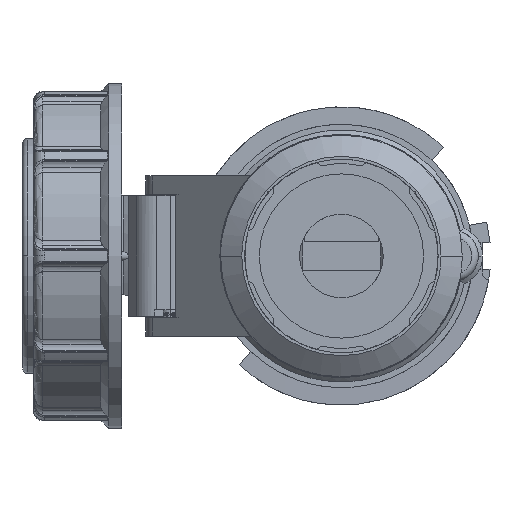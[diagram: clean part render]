
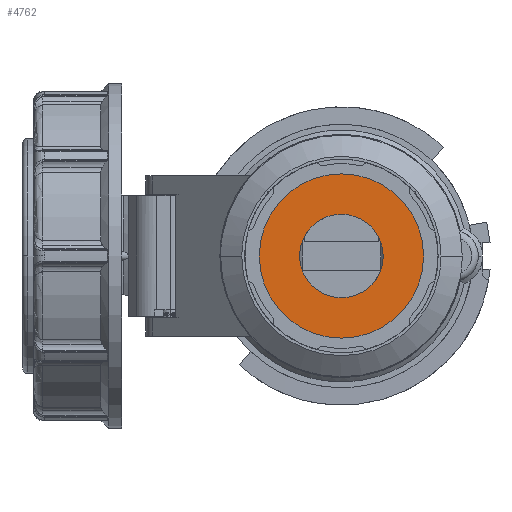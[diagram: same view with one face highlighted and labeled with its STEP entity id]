
A CAD part, front view. The second image highlights one B-rep face of the part: STEP entity #4762.
In plain terms, the highlighted planar face has unit normal (0, -1, 0).
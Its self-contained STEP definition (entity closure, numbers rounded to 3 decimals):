
#261 = CARTESIAN_POINT ( 'NONE',  ( -8.301, -154.598, -4.784 ) ) ;
#586 = CARTESIAN_POINT ( 'NONE',  ( -8.301, -154.598, 4.784 ) ) ;
#595 = EDGE_CURVE ( 'NONE', #26579, #21511, #4433, .T. ) ;
#693 = CARTESIAN_POINT ( 'NONE',  ( 0., -154.598, 0. ) ) ;
#1501 = CARTESIAN_POINT ( 'NONE',  ( 0., -154.598, -9.5 ) ) ;
#1997 = EDGE_CURVE ( 'NONE', #21511, #26579, #12966, .T. ) ;
#2019 = CARTESIAN_POINT ( 'NONE',  ( 9.253, -154.598, 2.487 ) ) ;
#2194 = CARTESIAN_POINT ( 'NONE',  ( 1.244, -154.598, -9.5 ) ) ;
#2643 = DIRECTION ( 'NONE',  ( 0., 1., 0. ) ) ;
#3216 = CARTESIAN_POINT ( 'NONE',  ( 0., -154.598, 9.5 ) ) ;
#4433 = CIRCLE ( 'NONE', #9518, 18.692 ) ;
#4501 = CARTESIAN_POINT ( 'NONE',  ( 7.597, -154.598, -5.838 ) ) ;
#4682 = CARTESIAN_POINT ( 'NONE',  ( 18.692, -154.598, 0. ) ) ;
#4762 = ADVANCED_FACE ( 'NONE', ( #25257, #29789 ), #30421, .F. ) ;
#5034 = CARTESIAN_POINT ( 'NONE',  ( 9.5, -154.598, -1.244 ) ) ;
#5747 = CARTESIAN_POINT ( 'NONE',  ( -4.784, -154.598, -8.301 ) ) ;
#6371 = VERTEX_POINT ( 'NONE', #3216 ) ;
#6953 = DIRECTION ( 'NONE',  ( 1., 0., 0. ) ) ;
#6998 = CARTESIAN_POINT ( 'NONE',  ( 8.301, -154.598, -4.784 ) ) ;
#7166 = CARTESIAN_POINT ( 'NONE',  ( 9.5, -154.598, 1.244 ) ) ;
#7644 = AXIS2_PLACEMENT_3D ( 'NONE', #13313, #2643, #10992 ) ;
#7855 = AXIS2_PLACEMENT_3D ( 'NONE', #20250, #34059, #6953 ) ;
#8049 = EDGE_LOOP ( 'NONE', ( #33566, #12618 ) ) ;
#8399 = CARTESIAN_POINT ( 'NONE',  ( -9.5, -154.598, 1.244 ) ) ;
#8573 = CARTESIAN_POINT ( 'NONE',  ( -5.838, -154.598, -7.597 ) ) ;
#8745 = CARTESIAN_POINT ( 'NONE',  ( -1.244, -154.598, -9.5 ) ) ;
#9518 = AXIS2_PLACEMENT_3D ( 'NONE', #693, #14012, #27482 ) ;
#10003 = CARTESIAN_POINT ( 'NONE',  ( 7.597, -154.598, 5.838 ) ) ;
#10926 = CARTESIAN_POINT ( 'NONE',  ( -2.487, -154.598, 9.253 ) ) ;
#10992 = DIRECTION ( 'NONE',  ( 1., 0., 0. ) ) ;
#11093 = CARTESIAN_POINT ( 'NONE',  ( -2.487, -154.598, -9.253 ) ) ;
#12495 = CARTESIAN_POINT ( 'NONE',  ( 4.784, -154.598, -8.301 ) ) ;
#12618 = ORIENTED_EDGE ( 'NONE', *, *, #21666, .F. ) ;
#12876 = B_SPLINE_CURVE_WITH_KNOTS ( 'NONE', 3,
 ( #23655, #2194, #18518, #12495, #34451, #4501, #6998, #29333, #5034, #7166, #2019, #29159, #10003, #13219, #23834, #24020, #34103, #28630 ),
 .UNSPECIFIED., .F., .F.,
 ( 4, 2, 2, 2, 2, 2, 2, 2, 4 ),
 ( 0., 0.063, 0.125, 0.188, 0.25, 0.313, 0.375, 0.438, 0.5 ),
 .UNSPECIFIED. ) ;
#12966 = CIRCLE ( 'NONE', #7855, 18.692 ) ;
#13219 = CARTESIAN_POINT ( 'NONE',  ( 5.838, -154.598, 7.597 ) ) ;
#13313 = CARTESIAN_POINT ( 'NONE',  ( 0., -154.598, 0. ) ) ;
#13768 = CARTESIAN_POINT ( 'NONE',  ( -1.244, -154.598, 9.5 ) ) ;
#14012 = DIRECTION ( 'NONE',  ( 0., -1., 0. ) ) ;
#15241 = VERTEX_POINT ( 'NONE', #1501 ) ;
#15876 = EDGE_LOOP ( 'NONE', ( #25870, #20790 ) ) ;
#18292 = B_SPLINE_CURVE_WITH_KNOTS ( 'NONE', 3,
 ( #33204, #13768, #10926, #22406, #32875, #22067, #586, #32705, #8399, #21735, #32541, #261, #24574, #8573, #5747, #11093, #8745, #27396 ),
 .UNSPECIFIED., .F., .F.,
 ( 4, 2, 2, 2, 2, 2, 2, 2, 4 ),
 ( 0.5, 0.563, 0.625, 0.688, 0.75, 0.813, 0.875, 0.938, 1. ),
 .UNSPECIFIED. ) ;
#18518 = CARTESIAN_POINT ( 'NONE',  ( 2.487, -154.598, -9.253 ) ) ;
#18725 = CARTESIAN_POINT ( 'NONE',  ( -18.692, -154.598, 0. ) ) ;
#20250 = CARTESIAN_POINT ( 'NONE',  ( 0., -154.598, 0. ) ) ;
#20790 = ORIENTED_EDGE ( 'NONE', *, *, #595, .T. ) ;
#21511 = VERTEX_POINT ( 'NONE', #18725 ) ;
#21666 = EDGE_CURVE ( 'NONE', #6371, #15241, #18292, .T. ) ;
#21735 = CARTESIAN_POINT ( 'NONE',  ( -9.5, -154.598, -1.244 ) ) ;
#22067 = CARTESIAN_POINT ( 'NONE',  ( -7.597, -154.598, 5.838 ) ) ;
#22406 = CARTESIAN_POINT ( 'NONE',  ( -4.784, -154.598, 8.301 ) ) ;
#23655 = CARTESIAN_POINT ( 'NONE',  ( 0., -154.598, -9.5 ) ) ;
#23834 = CARTESIAN_POINT ( 'NONE',  ( 4.784, -154.598, 8.301 ) ) ;
#24020 = CARTESIAN_POINT ( 'NONE',  ( 2.487, -154.598, 9.253 ) ) ;
#24574 = CARTESIAN_POINT ( 'NONE',  ( -7.597, -154.598, -5.838 ) ) ;
#25257 = FACE_OUTER_BOUND ( 'NONE', #15876, .T. ) ;
#25870 = ORIENTED_EDGE ( 'NONE', *, *, #1997, .T. ) ;
#26579 = VERTEX_POINT ( 'NONE', #4682 ) ;
#27357 = EDGE_CURVE ( 'NONE', #15241, #6371, #12876, .T. ) ;
#27396 = CARTESIAN_POINT ( 'NONE',  ( 0., -154.598, -9.5 ) ) ;
#27482 = DIRECTION ( 'NONE',  ( 1., 0., 0. ) ) ;
#28630 = CARTESIAN_POINT ( 'NONE',  ( 0., -154.598, 9.5 ) ) ;
#29159 = CARTESIAN_POINT ( 'NONE',  ( 8.301, -154.598, 4.784 ) ) ;
#29333 = CARTESIAN_POINT ( 'NONE',  ( 9.253, -154.598, -2.487 ) ) ;
#29789 = FACE_BOUND ( 'NONE', #8049, .T. ) ;
#30421 = PLANE ( 'NONE',  #7644 ) ;
#32541 = CARTESIAN_POINT ( 'NONE',  ( -9.253, -154.598, -2.487 ) ) ;
#32705 = CARTESIAN_POINT ( 'NONE',  ( -9.253, -154.598, 2.487 ) ) ;
#32875 = CARTESIAN_POINT ( 'NONE',  ( -5.838, -154.598, 7.597 ) ) ;
#33204 = CARTESIAN_POINT ( 'NONE',  ( 0., -154.598, 9.5 ) ) ;
#33566 = ORIENTED_EDGE ( 'NONE', *, *, #27357, .F. ) ;
#34059 = DIRECTION ( 'NONE',  ( 0., -1., 0. ) ) ;
#34103 = CARTESIAN_POINT ( 'NONE',  ( 1.244, -154.598, 9.5 ) ) ;
#34451 = CARTESIAN_POINT ( 'NONE',  ( 5.838, -154.598, -7.597 ) ) ;
